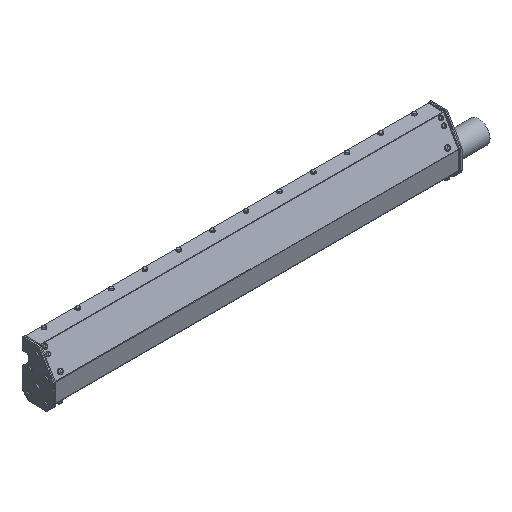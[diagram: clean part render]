
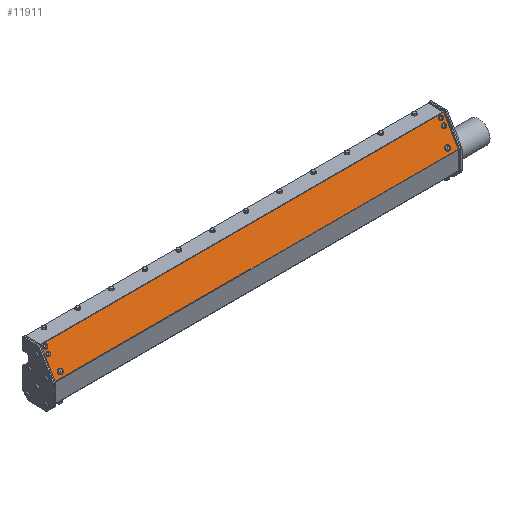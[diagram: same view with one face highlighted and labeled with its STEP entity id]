
A CAD part, isometric view. The second image highlights one B-rep face of the part: STEP entity #11911.
In plain terms, the highlighted planar face has unit normal (0, -0.866, 0.5).
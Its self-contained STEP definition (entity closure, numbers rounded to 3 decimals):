
#351=FACE_BOUND('',#3451,.T.);
#352=FACE_BOUND('',#3452,.T.);
#353=FACE_BOUND('',#3453,.T.);
#354=FACE_BOUND('',#3454,.T.);
#355=FACE_BOUND('',#3455,.T.);
#356=FACE_BOUND('',#3456,.T.);
#600=PLANE('',#12870);
#965=LINE('',#38926,#1461);
#968=LINE('',#38935,#1464);
#990=LINE('',#39014,#1486);
#1014=LINE('',#39099,#1510);
#1097=LINE('',#39325,#1593);
#1098=LINE('',#39326,#1594);
#1461=VECTOR('',#14387,0.394);
#1464=VECTOR('',#14394,0.394);
#1486=VECTOR('',#14454,0.394);
#1510=VECTOR('',#14518,0.394);
#1593=VECTOR('',#14697,0.394);
#1594=VECTOR('',#14698,0.394);
#2554=FACE_OUTER_BOUND('',#3450,.T.);
#3450=EDGE_LOOP('',(#8781,#8782,#8783,#8784,#8785,#8786));
#3451=EDGE_LOOP('',(#8787));
#3452=EDGE_LOOP('',(#8788));
#3453=EDGE_LOOP('',(#8789));
#3454=EDGE_LOOP('',(#8790));
#3455=EDGE_LOOP('',(#8791));
#3456=EDGE_LOOP('',(#8792));
#5009=CIRCLE('',#12871,0.217);
#5010=CIRCLE('',#12872,0.217);
#5011=CIRCLE('',#12873,0.177);
#5012=CIRCLE('',#12874,0.177);
#5013=CIRCLE('',#12875,0.177);
#5014=CIRCLE('',#12876,0.177);
#5661=VERTEX_POINT('',#38923);
#5662=VERTEX_POINT('',#38925);
#5663=VERTEX_POINT('',#38929);
#5665=VERTEX_POINT('',#38932);
#5666=VERTEX_POINT('',#38934);
#5745=VERTEX_POINT('',#39097);
#5841=VERTEX_POINT('',#39327);
#5842=VERTEX_POINT('',#39329);
#5843=VERTEX_POINT('',#39331);
#5844=VERTEX_POINT('',#39333);
#5845=VERTEX_POINT('',#39335);
#5846=VERTEX_POINT('',#39337);
#6821=EDGE_CURVE('',#5661,#5662,#965,.T.);
#6825=EDGE_CURVE('',#5666,#5665,#968,.T.);
#6866=EDGE_CURVE('',#5663,#5662,#990,.T.);
#6909=EDGE_CURVE('',#5745,#5661,#1014,.T.);
#7010=EDGE_CURVE('',#5665,#5663,#1097,.T.);
#7011=EDGE_CURVE('',#5666,#5745,#1098,.T.);
#7012=EDGE_CURVE('',#5841,#5841,#5009,.T.);
#7013=EDGE_CURVE('',#5842,#5842,#5010,.T.);
#7014=EDGE_CURVE('',#5843,#5843,#5011,.T.);
#7015=EDGE_CURVE('',#5844,#5844,#5012,.T.);
#7016=EDGE_CURVE('',#5845,#5845,#5013,.T.);
#7017=EDGE_CURVE('',#5846,#5846,#5014,.T.);
#8781=ORIENTED_EDGE('',*,*,#7010,.T.);
#8782=ORIENTED_EDGE('',*,*,#6866,.T.);
#8783=ORIENTED_EDGE('',*,*,#6821,.F.);
#8784=ORIENTED_EDGE('',*,*,#6909,.F.);
#8785=ORIENTED_EDGE('',*,*,#7011,.F.);
#8786=ORIENTED_EDGE('',*,*,#6825,.T.);
#8787=ORIENTED_EDGE('',*,*,#7012,.T.);
#8788=ORIENTED_EDGE('',*,*,#7013,.T.);
#8789=ORIENTED_EDGE('',*,*,#7014,.T.);
#8790=ORIENTED_EDGE('',*,*,#7015,.T.);
#8791=ORIENTED_EDGE('',*,*,#7016,.T.);
#8792=ORIENTED_EDGE('',*,*,#7017,.T.);
#11911=ADVANCED_FACE('',(#2554,#351,#352,#353,#354,#355,#356),#600,.T.);
#12870=AXIS2_PLACEMENT_3D('',#39324,#14695,#14696);
#12871=AXIS2_PLACEMENT_3D('',#39328,#14699,#14700);
#12872=AXIS2_PLACEMENT_3D('',#39330,#14701,#14702);
#12873=AXIS2_PLACEMENT_3D('',#39332,#14703,#14704);
#12874=AXIS2_PLACEMENT_3D('',#39334,#14705,#14706);
#12875=AXIS2_PLACEMENT_3D('',#39336,#14707,#14708);
#12876=AXIS2_PLACEMENT_3D('',#39338,#14709,#14710);
#14387=DIRECTION('',(1.,0.,0.));
#14394=DIRECTION('',(0.,0.5,0.866));
#14454=DIRECTION('',(0.,0.5,0.866));
#14518=DIRECTION('',(0.,0.5,0.866));
#14695=DIRECTION('center_axis',(0.,-0.866,
0.5));
#14696=DIRECTION('ref_axis',(0.,0.5,0.866));
#14697=DIRECTION('',(0.,0.5,0.866));
#14698=DIRECTION('',(-1.,0.,0.));
#14699=DIRECTION('center_axis',(0.,0.866,
-0.5));
#14700=DIRECTION('ref_axis',(-0.866,0.25,0.433));
#14701=DIRECTION('center_axis',(0.,0.866,
-0.5));
#14702=DIRECTION('ref_axis',(-0.866,0.25,0.433));
#14703=DIRECTION('center_axis',(0.,0.866,
-0.5));
#14704=DIRECTION('ref_axis',(1.,0.,0.));
#14705=DIRECTION('center_axis',(0.,0.866,
-0.5));
#14706=DIRECTION('ref_axis',(1.,0.,0.));
#14707=DIRECTION('center_axis',(0.,0.866,
-0.5));
#14708=DIRECTION('ref_axis',(1.,0.,0.));
#14709=DIRECTION('center_axis',(0.,0.866,
-0.5));
#14710=DIRECTION('ref_axis',(0.282,0.48,0.831));
#38923=CARTESIAN_POINT('',(-6.881,0.027,3.036));
#38925=CARTESIAN_POINT('',(29.119,0.027,3.036));
#38926=CARTESIAN_POINT('',(29.119,0.027,3.036));
#38929=CARTESIAN_POINT('',(29.119,-1.018,1.227));
#38932=CARTESIAN_POINT('',(29.119,-1.088,1.106));
#38934=CARTESIAN_POINT('',(29.119,-1.246,0.833));
#38935=CARTESIAN_POINT('',(29.119,-1.254,0.819));
#39014=CARTESIAN_POINT('',(29.119,-1.254,0.819));
#39097=CARTESIAN_POINT('',(-6.881,-1.246,0.833));
#39099=CARTESIAN_POINT('',(-6.881,-1.254,0.819));
#39324=CARTESIAN_POINT('Origin',(29.119,-1.254,0.819));
#39325=CARTESIAN_POINT('',(29.119,-1.174,0.958));
#39326=CARTESIAN_POINT('',(29.119,-1.246,0.833));
#39327=CARTESIAN_POINT('',(28.181,-0.983,1.288));
#39328=CARTESIAN_POINT('Origin',(28.369,-1.037,1.194));
#39329=CARTESIAN_POINT('',(-6.319,-0.983,1.288));
#39330=CARTESIAN_POINT('Origin',(-6.131,-1.037,1.194));
#39331=CARTESIAN_POINT('',(28.921,-0.085,2.844));
#39332=CARTESIAN_POINT('Origin',(28.744,-0.085,2.844));
#39333=CARTESIAN_POINT('',(28.921,-0.351,2.383));
#39334=CARTESIAN_POINT('Origin',(28.744,-0.351,2.383));
#39335=CARTESIAN_POINT('',(-6.329,-0.085,2.844));
#39336=CARTESIAN_POINT('Origin',(-6.506,-0.085,
2.844));
#39337=CARTESIAN_POINT('',(-6.456,-0.266,2.53));
#39338=CARTESIAN_POINT('Origin',(-6.506,-0.351,2.383));
